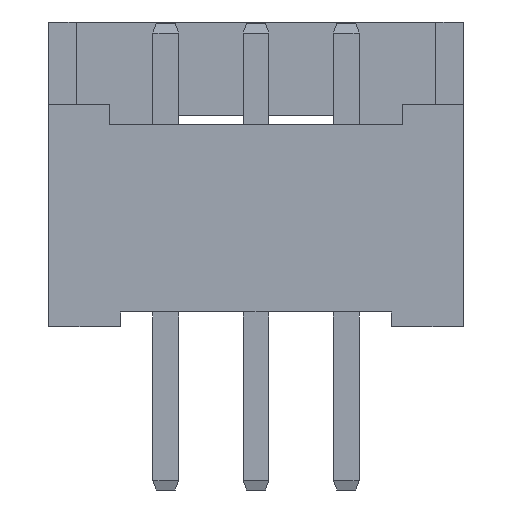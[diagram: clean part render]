
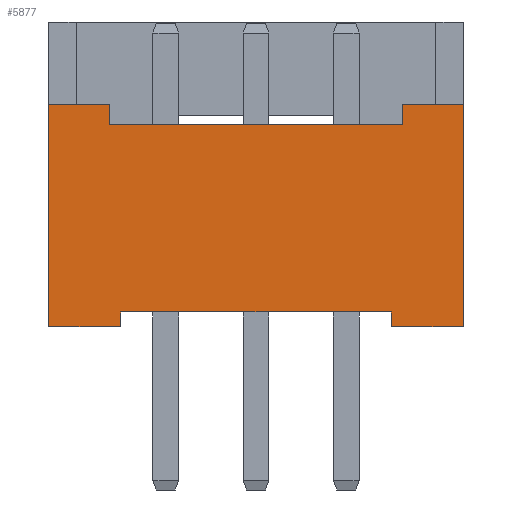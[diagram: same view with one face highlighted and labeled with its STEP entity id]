
A CAD part, front view. The second image highlights one B-rep face of the part: STEP entity #5877.
In plain terms, the highlighted planar face has unit normal (0, -1, 0).
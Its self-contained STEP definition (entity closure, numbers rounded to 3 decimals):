
#345=ORIENTED_EDGE('',*,*,#1573,.F.);
#346=ORIENTED_EDGE('',*,*,#1574,.T.);
#347=ORIENTED_EDGE('',*,*,#1575,.F.);
#348=ORIENTED_EDGE('',*,*,#1576,.F.);
#349=ORIENTED_EDGE('',*,*,#1577,.T.);
#350=ORIENTED_EDGE('',*,*,#1578,.T.);
#351=ORIENTED_EDGE('',*,*,#1579,.T.);
#352=ORIENTED_EDGE('',*,*,#1580,.T.);
#353=ORIENTED_EDGE('',*,*,#1581,.T.);
#354=ORIENTED_EDGE('',*,*,#1582,.T.);
#355=ORIENTED_EDGE('',*,*,#1583,.F.);
#356=ORIENTED_EDGE('',*,*,#1584,.F.);
#1573=EDGE_CURVE('',#2187,#2188,#2591,.T.);
#1574=EDGE_CURVE('',#2187,#2189,#2592,.T.);
#1575=EDGE_CURVE('',#2190,#2189,#2593,.T.);
#1576=EDGE_CURVE('',#2191,#2190,#2594,.T.);
#1577=EDGE_CURVE('',#2191,#2192,#2595,.T.);
#1578=EDGE_CURVE('',#2192,#2193,#2596,.T.);
#1579=EDGE_CURVE('',#2193,#2194,#2597,.T.);
#1580=EDGE_CURVE('',#2194,#2195,#2598,.T.);
#1581=EDGE_CURVE('',#2195,#2196,#2599,.T.);
#1582=EDGE_CURVE('',#2196,#2197,#2600,.T.);
#1583=EDGE_CURVE('',#2198,#2197,#2601,.T.);
#1584=EDGE_CURVE('',#2188,#2198,#2602,.T.);
#2187=VERTEX_POINT('',#7172);
#2188=VERTEX_POINT('',#7173);
#2189=VERTEX_POINT('',#7175);
#2190=VERTEX_POINT('',#7177);
#2191=VERTEX_POINT('',#7179);
#2192=VERTEX_POINT('',#7181);
#2193=VERTEX_POINT('',#7183);
#2194=VERTEX_POINT('',#7185);
#2195=VERTEX_POINT('',#7187);
#2196=VERTEX_POINT('',#7189);
#2197=VERTEX_POINT('',#7191);
#2198=VERTEX_POINT('',#7193);
#2591=LINE('',#7171,#2941);
#2592=LINE('',#7174,#2942);
#2593=LINE('',#7176,#2943);
#2594=LINE('',#7178,#2944);
#2595=LINE('',#7180,#2945);
#2596=LINE('',#7182,#2946);
#2597=LINE('',#7184,#2947);
#2598=LINE('',#7186,#2948);
#2599=LINE('',#7188,#2949);
#2600=LINE('',#7190,#2950);
#2601=LINE('',#7192,#2951);
#2602=LINE('',#7194,#2952);
#2941=VECTOR('',#6383,1000.);
#2942=VECTOR('',#6384,1000.);
#2943=VECTOR('',#6385,1000.);
#2944=VECTOR('',#6386,1000.);
#2945=VECTOR('',#6387,1000.);
#2946=VECTOR('',#6388,1000.);
#2947=VECTOR('',#6389,1000.);
#2948=VECTOR('',#6390,1000.);
#2949=VECTOR('',#6391,1000.);
#2950=VECTOR('',#6392,1000.);
#2951=VECTOR('',#6393,1000.);
#2952=VECTOR('',#6394,1000.);
#3291=EDGE_LOOP('',(#345,#346,#347,#348,#349,#350,#351,#352,#353,#354,#355,
#356));
#3571=FACE_BOUND('',#3291,.T.);
#3851=PLANE('',#6160);
#5877=ADVANCED_FACE('',(#3571),#3851,.T.);
#6160=AXIS2_PLACEMENT_3D('',#7170,#6381,#6382);
#6381=DIRECTION('',(0.,-1.,0.));
#6382=DIRECTION('',(0.,0.,-1.));
#6383=DIRECTION('',(-1.,0.,0.));
#6384=DIRECTION('',(0.,0.,-1.));
#6385=DIRECTION('',(-1.,0.,0.));
#6386=DIRECTION('',(0.,0.,-1.));
#6387=DIRECTION('',(-1.,0.,0.));
#6388=DIRECTION('',(0.,0.,-1.));
#6389=DIRECTION('',(-1.,0.,0.));
#6390=DIRECTION('',(0.,0.,1.));
#6391=DIRECTION('',(-1.,0.,0.));
#6392=DIRECTION('',(0.,0.,-1.));
#6393=DIRECTION('',(-1.,0.,0.));
#6394=DIRECTION('',(0.,0.,-1.));
#7170=CARTESIAN_POINT('',(2.87,-1.93,1.27));
#7171=CARTESIAN_POINT('',(-0.625,-1.93,0.203));
#7172=CARTESIAN_POINT('',(1.875,-1.93,0.203));
#7173=CARTESIAN_POINT('',(-1.875,-1.93,0.203));
#7174=CARTESIAN_POINT('',(1.875,-1.93,0.203));
#7175=CARTESIAN_POINT('',(1.875,-1.93,0.));
#7176=CARTESIAN_POINT('',(2.87,-1.93,0.));
#7177=CARTESIAN_POINT('',(2.87,-1.93,0.));
#7178=CARTESIAN_POINT('',(2.87,-1.93,1.27));
#7179=CARTESIAN_POINT('',(2.87,-1.93,3.073));
#7180=CARTESIAN_POINT('',(6.402,-1.93,3.073));
#7181=CARTESIAN_POINT('',(2.032,-1.93,3.073));
#7182=CARTESIAN_POINT('',(2.032,-1.93,3.073));
#7183=CARTESIAN_POINT('',(2.032,-1.93,2.794));
#7184=CARTESIAN_POINT('',(2.032,-1.93,2.794));
#7185=CARTESIAN_POINT('',(-2.032,-1.93,2.794));
#7186=CARTESIAN_POINT('',(-2.032,-1.93,2.794));
#7187=CARTESIAN_POINT('',(-2.032,-1.93,3.073));
#7188=CARTESIAN_POINT('',(6.402,-1.93,3.073));
#7189=CARTESIAN_POINT('',(-2.87,-1.93,3.073));
#7190=CARTESIAN_POINT('',(-2.87,-1.93,1.27));
#7191=CARTESIAN_POINT('',(-2.87,-1.93,0.));
#7192=CARTESIAN_POINT('',(2.87,-1.93,0.));
#7193=CARTESIAN_POINT('',(-1.875,-1.93,0.));
#7194=CARTESIAN_POINT('',(-1.875,-1.93,0.203));
